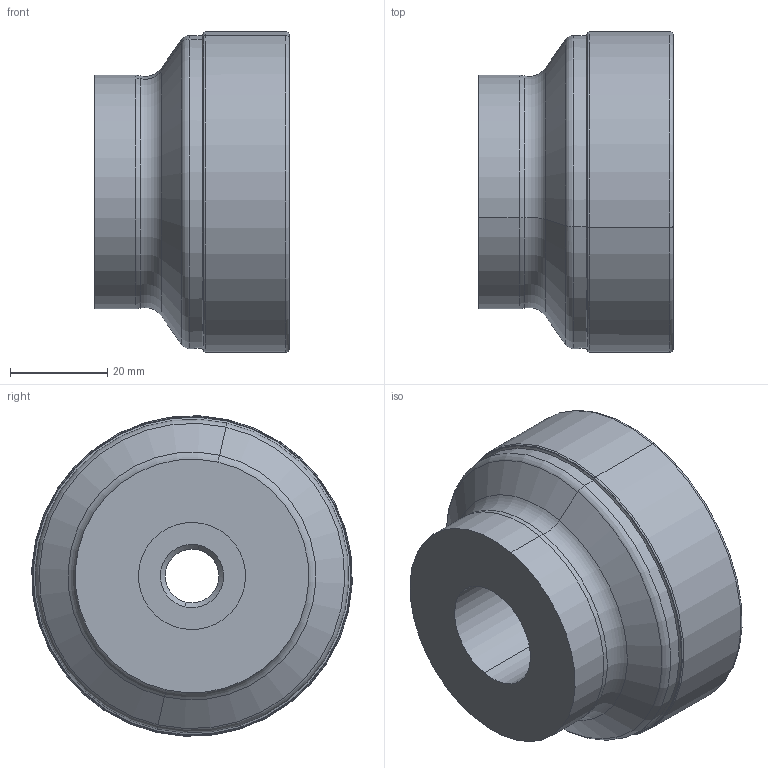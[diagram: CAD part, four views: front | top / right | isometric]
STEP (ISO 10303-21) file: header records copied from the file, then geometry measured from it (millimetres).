
FILE_DESCRIPTION(('CATIA V5 STEP Exchange'),'2;1');
FILE_NAME('Bm55590-FT_BF90_LD18-066_Z06.stp','2019-05-13T12:02:20+00:00',('none'),('none'),'CATIA Version 5-6 Release 2016 SP5 HF39','CATIA V5 STEP AP203','none');
FILE_SCHEMA(('CONFIG_CONTROL_DESIGN'));
Length unit declared in the file: millimetre
Products named in the file (1): Bm55590-KSK_Kontrolle_Schnittkontur_LDMX18
Bounding box: 40.02 x 65.82 x 65.82 mm (x, y, z)
Volume: 92340.4 mm3; surface area: 15450.7 mm2
Topology: 1 solids, 1 shells, 76 faces, 152 edges, 80 vertices
Faces by surface type: torus 30, cone 20, revolution 14, cylinder 8, plane 4
Entity records: 1950 total; most frequent: CARTESIAN_POINT 514, ORIENTED_EDGE 304, DIRECTION 219, EDGE_CURVE 152, AXIS2_PLACEMENT_3D 146, CIRCLE 112, EDGE_LOOP 80, VERTEX_POINT 80
